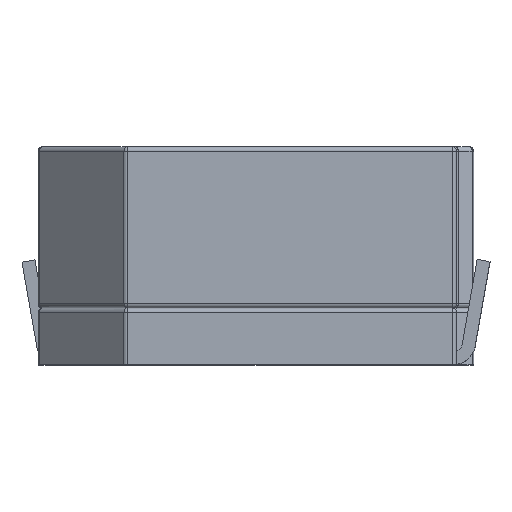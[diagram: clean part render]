
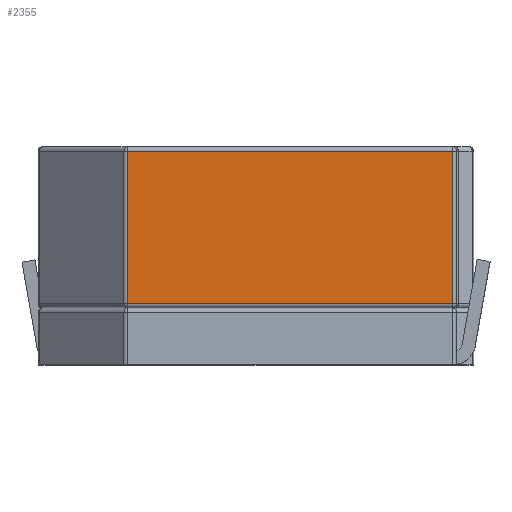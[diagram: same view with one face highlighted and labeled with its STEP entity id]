
A CAD part, top view. The second image highlights one B-rep face of the part: STEP entity #2355.
In plain terms, the highlighted planar face has unit normal (0, 0, 1).
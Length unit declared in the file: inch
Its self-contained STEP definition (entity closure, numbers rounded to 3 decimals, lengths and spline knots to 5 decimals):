
#148=FACE_OUTER_BOUND('',#312,.T.);
#312=EDGE_LOOP('',(#1659,#1660,#1661,#1662));
#628=LINE('',#3750,#842);
#629=LINE('',#3752,#843);
#630=LINE('',#3754,#844);
#631=LINE('',#3755,#845);
#842=VECTOR('',#2939,39.37008);
#843=VECTOR('',#2940,39.37008);
#844=VECTOR('',#2941,39.37008);
#845=VECTOR('',#2942,39.37008);
#1062=VERTEX_POINT('',#3748);
#1063=VERTEX_POINT('',#3749);
#1064=VERTEX_POINT('',#3751);
#1065=VERTEX_POINT('',#3753);
#1275=EDGE_CURVE('',#1062,#1063,#628,.T.);
#1276=EDGE_CURVE('',#1063,#1064,#629,.T.);
#1277=EDGE_CURVE('',#1064,#1065,#630,.T.);
#1278=EDGE_CURVE('',#1065,#1062,#631,.T.);
#1659=ORIENTED_EDGE('',*,*,#1275,.T.);
#1660=ORIENTED_EDGE('',*,*,#1276,.T.);
#1661=ORIENTED_EDGE('',*,*,#1277,.T.);
#1662=ORIENTED_EDGE('',*,*,#1278,.T.);
#2279=PLANE('',#2557);
#2355=ADVANCED_FACE('',(#148),#2279,.F.);
#2557=AXIS2_PLACEMENT_3D('',#3747,#2937,#2938);
#2937=DIRECTION('center_axis',(0.,0.,
-1.));
#2938=DIRECTION('ref_axis',(0.,-1.,0.));
#2939=DIRECTION('',(-1.,0.,0.));
#2940=DIRECTION('',(0.,-1.,0.));
#2941=DIRECTION('',(1.,0.,0.));
#2942=DIRECTION('',(0.,1.,0.));
#3747=CARTESIAN_POINT('Origin',(0.09055,0.47524,0.09843));
#3748=CARTESIAN_POINT('',(0.08858,0.09646,0.09843));
#3749=CARTESIAN_POINT('',(-0.05824,0.09646,0.09843));
#3750=CARTESIAN_POINT('',(0.09055,0.09646,0.09843));
#3751=CARTESIAN_POINT('',(-0.05824,0.02756,0.09843));
#3752=CARTESIAN_POINT('',(-0.05824,0.47524,0.09843));
#3753=CARTESIAN_POINT('',(0.08858,0.02756,0.09843));
#3754=CARTESIAN_POINT('',(0.09055,0.02756,0.09843));
#3755=CARTESIAN_POINT('',(0.08858,0.47524,0.09843));
